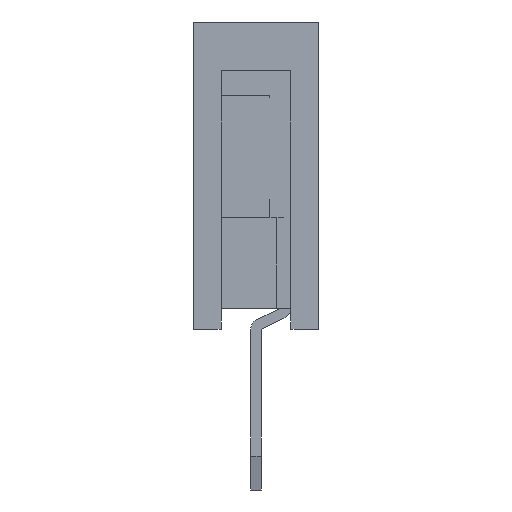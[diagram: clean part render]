
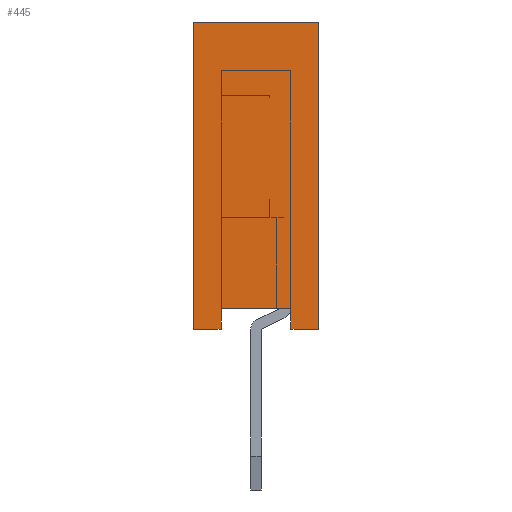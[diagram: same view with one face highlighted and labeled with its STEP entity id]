
A CAD part, left-side view. The second image highlights one B-rep face of the part: STEP entity #445.
In plain terms, the highlighted planar face has unit normal (-1, 0, 0).
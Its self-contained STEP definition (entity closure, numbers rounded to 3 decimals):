
#445=ADVANCED_FACE('',(#18375),#18377,.T.);
#18375=FACE_BOUND('',#18376,.T.);
#18376=EDGE_LOOP('',(#32693,#32694,#32695,#32696,#32697,#32698,#32699,#32700));
#18377=PLANE('',#18378);
#18378=AXIS2_PLACEMENT_3D('',#18379,#18380,#18381);
#18379=CARTESIAN_POINT('',(-0.635,0.9,0.));
#18380=DIRECTION('',(-1.,0.,0.));
#18381=DIRECTION('',(0.,-1.,0.));
#32693=ORIENTED_EDGE('',*,*,#42950,.T.);
#32694=ORIENTED_EDGE('',*,*,#43221,.T.);
#32695=ORIENTED_EDGE('',*,*,#43225,.T.);
#32696=ORIENTED_EDGE('',*,*,#43226,.F.);
#32697=ORIENTED_EDGE('',*,*,#43227,.F.);
#32698=ORIENTED_EDGE('',*,*,#43222,.T.);
#32699=ORIENTED_EDGE('',*,*,#43085,.T.);
#32700=ORIENTED_EDGE('',*,*,#43228,.T.);
#42950=EDGE_CURVE('',#48224,#48221,#48225,.F.);
#43085=EDGE_CURVE('',#48494,#48492,#48495,.F.);
#43221=EDGE_CURVE('',#48221,#48757,#48759,.T.);
#43222=EDGE_CURVE('',#48760,#48494,#48761,.T.);
#43225=EDGE_CURVE('',#48757,#48765,#48766,.T.);
#43226=EDGE_CURVE('',#48767,#48765,#48768,.T.);
#43227=EDGE_CURVE('',#48760,#48767,#48769,.T.);
#43228=EDGE_CURVE('',#48492,#48224,#48770,.T.);
#48221=VERTEX_POINT('',#56837);
#48224=VERTEX_POINT('',#56842);
#48225=LINE('',#56843,#56844);
#48492=VERTEX_POINT('',#57378);
#48494=VERTEX_POINT('',#57382);
#48495=LINE('',#57383,#57384);
#48757=VERTEX_POINT('',#57915);
#48759=LINE('',#57919,#57920);
#48760=VERTEX_POINT('',#57922);
#48761=LINE('',#57923,#57924);
#48765=VERTEX_POINT('',#57933);
#48766=LINE('',#57934,#57935);
#48767=VERTEX_POINT('',#57937);
#48768=LINE('',#57938,#57939);
#48769=LINE('',#57941,#57942);
#48770=LINE('',#57944,#57945);
#56837=CARTESIAN_POINT('',(-0.635,-0.5,0.));
#56842=CARTESIAN_POINT('',(-0.635,-0.5,0.3));
#56843=CARTESIAN_POINT('',(-0.635,-0.5,0.));
#56844=VECTOR('',#56845,1.);
#56845=DIRECTION('',(0.,0.,1.));
#57378=CARTESIAN_POINT('',(-0.635,0.5,0.3));
#57382=CARTESIAN_POINT('',(-0.635,0.5,0.));
#57383=CARTESIAN_POINT('',(-0.635,0.5,0.3));
#57384=VECTOR('',#57385,1.);
#57385=DIRECTION('',(0.,0.,-1.));
#57915=CARTESIAN_POINT('',(-0.635,-0.9,0.));
#57919=CARTESIAN_POINT('',(-0.635,-0.5,0.));
#57920=VECTOR('',#57921,1.);
#57921=DIRECTION('',(0.,-1.,0.));
#57922=CARTESIAN_POINT('',(-0.635,0.9,0.));
#57923=CARTESIAN_POINT('',(-0.635,0.9,0.));
#57924=VECTOR('',#57925,1.);
#57925=DIRECTION('',(0.,-1.,0.));
#57933=CARTESIAN_POINT('',(-0.635,-0.9,4.4));
#57934=CARTESIAN_POINT('',(-0.635,-0.9,0.));
#57935=VECTOR('',#57936,1.);
#57936=DIRECTION('',(0.,0.,1.));
#57937=CARTESIAN_POINT('',(-0.635,0.9,4.4));
#57938=CARTESIAN_POINT('',(-0.635,0.9,4.4));
#57939=VECTOR('',#57940,1.);
#57940=DIRECTION('',(0.,-1.,0.));
#57941=CARTESIAN_POINT('',(-0.635,0.9,0.));
#57942=VECTOR('',#57943,1.);
#57943=DIRECTION('',(0.,0.,1.));
#57944=CARTESIAN_POINT('',(-0.635,0.5,0.3));
#57945=VECTOR('',#57946,1.);
#57946=DIRECTION('',(0.,-1.,0.));
